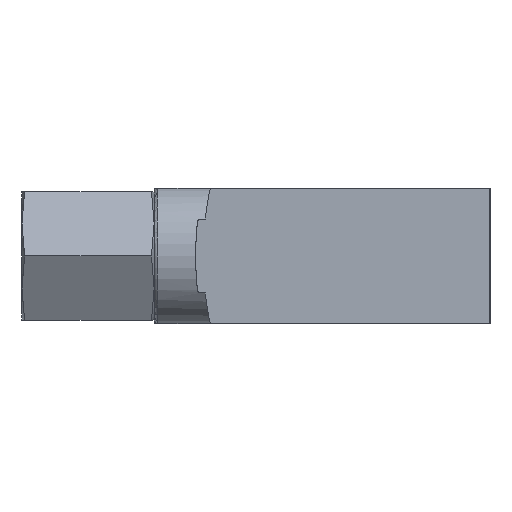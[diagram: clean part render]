
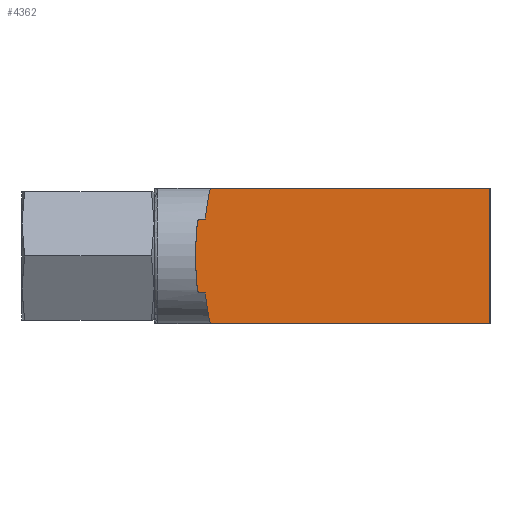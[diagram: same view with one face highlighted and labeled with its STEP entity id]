
A CAD part, left-side view. The second image highlights one B-rep face of the part: STEP entity #4362.
In plain terms, the highlighted planar face has unit normal (-1, 0, 0).
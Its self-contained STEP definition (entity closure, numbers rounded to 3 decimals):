
#210=CIRCLE('',#4541,44.);
#212=CIRCLE('',#4544,44.);
#214=CIRCLE('',#4547,0.5);
#216=CIRCLE('',#4550,0.5);
#218=CIRCLE('',#4553,44.);
#220=CIRCLE('',#4556,0.5);
#222=CIRCLE('',#4559,0.5);
#671=ORIENTED_EDGE('',*,*,#1384,.T.);
#672=ORIENTED_EDGE('',*,*,#1381,.F.);
#673=ORIENTED_EDGE('',*,*,#1372,.F.);
#674=ORIENTED_EDGE('',*,*,#1355,.F.);
#675=ORIENTED_EDGE('',*,*,#1453,.F.);
#676=ORIENTED_EDGE('',*,*,#1364,.F.);
#677=ORIENTED_EDGE('',*,*,#1370,.F.);
#678=ORIENTED_EDGE('',*,*,#1368,.F.);
#679=ORIENTED_EDGE('',*,*,#1462,.F.);
#680=ORIENTED_EDGE('',*,*,#1359,.F.);
#681=ORIENTED_EDGE('',*,*,#1376,.F.);
#682=ORIENTED_EDGE('',*,*,#1379,.T.);
#1355=EDGE_CURVE('',#1807,#1808,#210,.T.);
#1359=EDGE_CURVE('',#1811,#1812,#212,.T.);
#1364=EDGE_CURVE('',#1816,#1813,#214,.T.);
#1368=EDGE_CURVE('',#1820,#1817,#216,.T.);
#1370=EDGE_CURVE('',#1817,#1816,#218,.T.);
#1372=EDGE_CURVE('',#1808,#1822,#220,.T.);
#1376=EDGE_CURVE('',#1824,#1811,#222,.T.);
#1379=EDGE_CURVE('',#1824,#1826,#2083,.T.);
#1381=EDGE_CURVE('',#1822,#1828,#2085,.T.);
#1384=EDGE_CURVE('',#1826,#1828,#2088,.T.);
#1453=EDGE_CURVE('',#1813,#1807,#2123,.T.);
#1462=EDGE_CURVE('',#1812,#1820,#2132,.T.);
#1807=VERTEX_POINT('',#5999);
#1808=VERTEX_POINT('',#6001);
#1811=VERTEX_POINT('',#6008);
#1812=VERTEX_POINT('',#6010);
#1813=VERTEX_POINT('',#6014);
#1816=VERTEX_POINT('',#6019);
#1817=VERTEX_POINT('',#6023);
#1820=VERTEX_POINT('',#6028);
#1822=VERTEX_POINT('',#6037);
#1824=VERTEX_POINT('',#6043);
#1826=VERTEX_POINT('',#6049);
#1828=VERTEX_POINT('',#6055);
#2083=LINE('',#6050,#2353);
#2085=LINE('',#6054,#2355);
#2088=LINE('',#6059,#2358);
#2123=LINE('',#6238,#2393);
#2132=LINE('',#6253,#2402);
#2353=VECTOR('',#5016,1000.);
#2355=VECTOR('',#5020,1000.);
#2358=VECTOR('',#5025,1000.);
#2393=VECTOR('',#5130,1000.);
#2402=VECTOR('',#5141,1000.);
#2621=EDGE_LOOP('',(#671,#672,#673,#674,#675,#676,#677,#678,#679,#680,#681,
#682));
#2823=FACE_BOUND('',#2621,.T.);
#2983=PLANE('',#4626);
#4362=ADVANCED_FACE('',(#2823),#2983,.F.);
#4541=AXIS2_PLACEMENT_3D('',#6000,#4965,#4966);
#4544=AXIS2_PLACEMENT_3D('',#6009,#4973,#4974);
#4547=AXIS2_PLACEMENT_3D('',#6020,#4982,#4983);
#4550=AXIS2_PLACEMENT_3D('',#6029,#4990,#4991);
#4553=AXIS2_PLACEMENT_3D('',#6032,#4996,#4997);
#4556=AXIS2_PLACEMENT_3D('',#6036,#5002,#5003);
#4559=AXIS2_PLACEMENT_3D('',#6044,#5010,#5011);
#4626=AXIS2_PLACEMENT_3D('',#6418,#5237,#5238);
#4965=DIRECTION('',(1.,0.,0.));
#4966=DIRECTION('',(0.,0.,-1.));
#4973=DIRECTION('',(1.,0.,0.));
#4974=DIRECTION('',(0.,0.,-1.));
#4982=DIRECTION('',(1.,0.,0.));
#4983=DIRECTION('',(0.,0.,-1.));
#4990=DIRECTION('',(1.,0.,0.));
#4991=DIRECTION('',(0.,0.,-1.));
#4996=DIRECTION('',(1.,0.,0.));
#4997=DIRECTION('',(0.,0.,-1.));
#5002=DIRECTION('',(1.,0.,0.));
#5003=DIRECTION('',(0.,0.,-1.));
#5010=DIRECTION('',(1.,0.,0.));
#5011=DIRECTION('',(0.,0.,-1.));
#5016=DIRECTION('',(0.,-1.,0.));
#5020=DIRECTION('',(0.,-1.,0.));
#5025=DIRECTION('',(0.,0.,1.));
#5130=DIRECTION('',(0.,-1.,0.));
#5141=DIRECTION('',(0.,1.,0.));
#5237=DIRECTION('',(1.,0.,0.));
#5238=DIRECTION('',(0.,0.,-1.));
#5999=CARTESIAN_POINT('',(-21.5,37.726,4.9));
#6000=CARTESIAN_POINT('',(-21.5,-6.,0.));
#6001=CARTESIAN_POINT('',(-21.5,37.152,8.598));
#6008=CARTESIAN_POINT('',(-21.5,37.152,-8.598));
#6009=CARTESIAN_POINT('',(-21.5,-6.,0.));
#6010=CARTESIAN_POINT('',(-21.5,37.726,-4.9));
#6014=CARTESIAN_POINT('',(-21.5,38.277,4.9));
#6019=CARTESIAN_POINT('',(-21.5,38.774,4.451));
#6020=CARTESIAN_POINT('',(-21.5,38.277,4.4));
#6023=CARTESIAN_POINT('',(-21.5,38.774,-4.451));
#6028=CARTESIAN_POINT('',(-21.5,38.277,-4.9));
#6029=CARTESIAN_POINT('',(-21.5,38.277,-4.4));
#6032=CARTESIAN_POINT('',(-21.5,-5.,0.));
#6036=CARTESIAN_POINT('',(-21.5,36.661,8.5));
#6037=CARTESIAN_POINT('',(-21.5,36.661,9.));
#6043=CARTESIAN_POINT('',(-21.5,36.661,-9.));
#6044=CARTESIAN_POINT('',(-21.5,36.661,-8.5));
#6049=CARTESIAN_POINT('',(-21.5,0.,-9.));
#6050=CARTESIAN_POINT('',(-21.5,8.,-9.));
#6054=CARTESIAN_POINT('',(-21.5,8.,9.));
#6055=CARTESIAN_POINT('',(-21.5,0.,9.));
#6059=CARTESIAN_POINT('',(-21.5,0.,-9.));
#6238=CARTESIAN_POINT('',(-21.5,38.277,4.9));
#6253=CARTESIAN_POINT('',(-21.5,0.,-4.9));
#6418=CARTESIAN_POINT('',(-21.5,8.,-9.));
